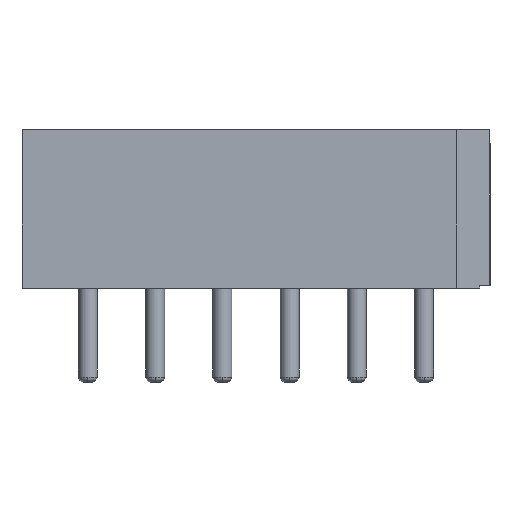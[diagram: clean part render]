
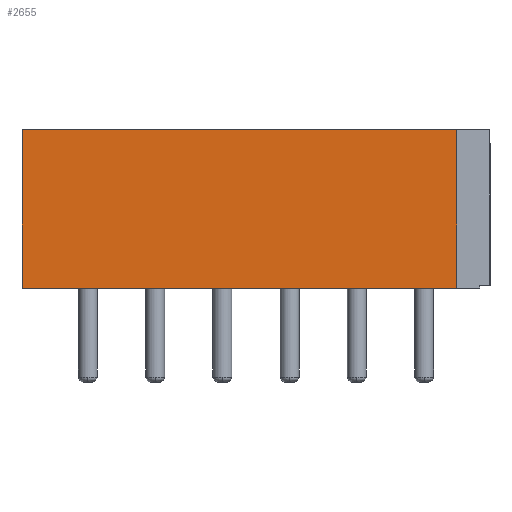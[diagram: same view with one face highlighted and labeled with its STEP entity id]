
A CAD part, front view. The second image highlights one B-rep face of the part: STEP entity #2655.
In plain terms, the highlighted planar face has unit normal (0, -1, 0).
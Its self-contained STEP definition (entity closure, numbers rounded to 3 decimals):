
#1846 = VERTEX_POINT('',#1847);
#1847 = CARTESIAN_POINT('',(-2.45,-1.8,5.9)
  );
#1853 = EDGE_CURVE('',#1846,#1854,#1856,.T.);
#1854 = VERTEX_POINT('',#1855);
#1855 = CARTESIAN_POINT('',(13.71,-1.8,5.9)
  );
#1856 = LINE('',#1857,#1858);
#1857 = CARTESIAN_POINT('',(-2.45,-1.8,5.9));
#1858 = VECTOR('',#1859,1.);
#1859 = DIRECTION('',(1.,0.,0.));
#2626 = VERTEX_POINT('',#2627);
#2627 = CARTESIAN_POINT('',(-2.45,-1.8,
    0.));
#2633 = EDGE_CURVE('',#2626,#1846,#2634,.T.);
#2634 = LINE('',#2635,#2636);
#2635 = CARTESIAN_POINT('',(-2.45,-1.8,0.));
#2636 = VECTOR('',#2637,1.);
#2637 = DIRECTION('',(0.,0.,1.));
#2655 = ADVANCED_FACE('',(#2656),#2674,.T.);
#2656 = FACE_BOUND('',#2657,.T.);
#2657 = EDGE_LOOP('',(#2658,#2666,#2667,#2668));
#2658 = ORIENTED_EDGE('',*,*,#2659,.T.);
#2659 = EDGE_CURVE('',#2660,#1854,#2662,.T.);
#2660 = VERTEX_POINT('',#2661);
#2661 = CARTESIAN_POINT('',(13.71,-1.8,
    0.));
#2662 = LINE('',#2663,#2664);
#2663 = CARTESIAN_POINT('',(13.71,-1.8,0.));
#2664 = VECTOR('',#2665,1.);
#2665 = DIRECTION('',(0.,0.,1.));
#2666 = ORIENTED_EDGE('',*,*,#1853,.F.);
#2667 = ORIENTED_EDGE('',*,*,#2633,.F.);
#2668 = ORIENTED_EDGE('',*,*,#2669,.T.);
#2669 = EDGE_CURVE('',#2626,#2660,#2670,.T.);
#2670 = LINE('',#2671,#2672);
#2671 = CARTESIAN_POINT('',(-2.45,-1.8,0.));
#2672 = VECTOR('',#2673,1.);
#2673 = DIRECTION('',(1.,0.,0.));
#2674 = PLANE('',#2675);
#2675 = AXIS2_PLACEMENT_3D('',#2676,#2677,#2678);
#2676 = CARTESIAN_POINT('',(-2.45,-1.8,
    0.));
#2677 = DIRECTION('',(0.,-1.,0.));
#2678 = DIRECTION('',(0.,0.,-1.));
